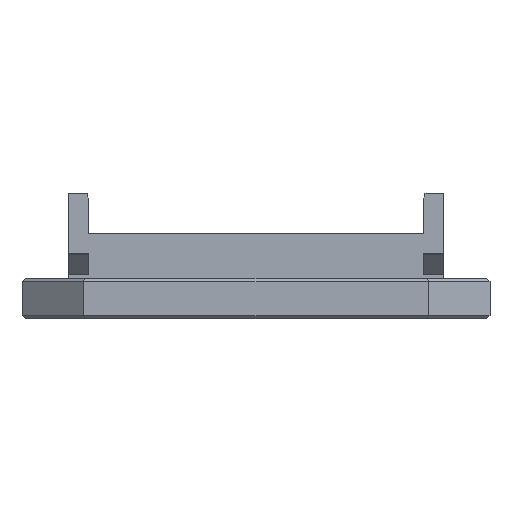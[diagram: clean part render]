
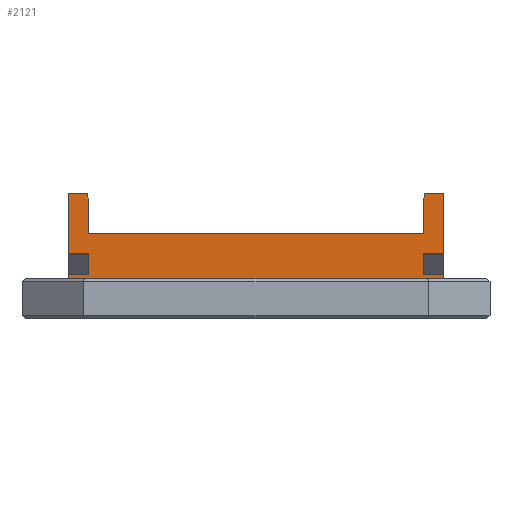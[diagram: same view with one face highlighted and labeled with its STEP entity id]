
A CAD part, front view. The second image highlights one B-rep face of the part: STEP entity #2121.
In plain terms, the highlighted planar face has unit normal (0, -1, 0).
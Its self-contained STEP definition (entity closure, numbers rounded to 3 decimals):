
#50=ELLIPSE('',#2256,1.768,1.25);
#51=ELLIPSE('',#2259,1.768,1.25);
#66=CIRCLE('',#2250,1.);
#68=CIRCLE('',#2253,1.);
#70=CIRCLE('',#2257,1.);
#71=CIRCLE('',#2258,1.);
#182=FACE_OUTER_BOUND('',#310,.T.);
#310=EDGE_LOOP('',(#1409,#1410,#1411,#1412,#1413,#1414,#1415,#1416,#1417,
#1418,#1419,#1420,#1421,#1422,#1423,#1424,#1425,#1426,#1427,#1428,#1429,
#1430,#1431,#1432,#1433,#1434,#1435,#1436));
#436=LINE('',#3112,#655);
#443=LINE('',#3136,#662);
#444=LINE('',#3138,#663);
#445=LINE('',#3142,#664);
#446=LINE('',#3144,#665);
#447=LINE('',#3146,#666);
#448=LINE('',#3148,#667);
#449=LINE('',#3150,#668);
#450=LINE('',#3152,#669);
#451=LINE('',#3154,#670);
#452=LINE('',#3156,#671);
#453=LINE('',#3159,#672);
#454=LINE('',#3160,#673);
#455=LINE('',#3164,#674);
#456=LINE('',#3166,#675);
#457=LINE('',#3168,#676);
#458=LINE('',#3170,#677);
#459=LINE('',#3172,#678);
#460=LINE('',#3174,#679);
#461=LINE('',#3176,#680);
#462=LINE('',#3178,#681);
#463=LINE('',#3181,#682);
#655=VECTOR('',#2465,10.);
#662=VECTOR('',#2486,10.);
#663=VECTOR('',#2487,10.);
#664=VECTOR('',#2490,10.);
#665=VECTOR('',#2491,10.);
#666=VECTOR('',#2492,10.);
#667=VECTOR('',#2493,10.);
#668=VECTOR('',#2494,10.);
#669=VECTOR('',#2495,10.);
#670=VECTOR('',#2496,10.);
#671=VECTOR('',#2497,10.);
#672=VECTOR('',#2500,10.);
#673=VECTOR('',#2501,10.);
#674=VECTOR('',#2504,10.);
#675=VECTOR('',#2505,10.);
#676=VECTOR('',#2506,10.);
#677=VECTOR('',#2507,10.);
#678=VECTOR('',#2508,10.);
#679=VECTOR('',#2509,10.);
#680=VECTOR('',#2510,10.);
#681=VECTOR('',#2511,10.);
#682=VECTOR('',#2514,10.);
#874=VERTEX_POINT('',#3110);
#875=VERTEX_POINT('',#3111);
#878=VERTEX_POINT('',#3119);
#880=VERTEX_POINT('',#3125);
#881=VERTEX_POINT('',#3126);
#884=VERTEX_POINT('',#3134);
#885=VERTEX_POINT('',#3135);
#886=VERTEX_POINT('',#3137);
#887=VERTEX_POINT('',#3139);
#888=VERTEX_POINT('',#3141);
#889=VERTEX_POINT('',#3143);
#890=VERTEX_POINT('',#3145);
#891=VERTEX_POINT('',#3147);
#892=VERTEX_POINT('',#3149);
#893=VERTEX_POINT('',#3151);
#894=VERTEX_POINT('',#3153);
#895=VERTEX_POINT('',#3155);
#896=VERTEX_POINT('',#3157);
#897=VERTEX_POINT('',#3161);
#898=VERTEX_POINT('',#3163);
#899=VERTEX_POINT('',#3165);
#900=VERTEX_POINT('',#3167);
#901=VERTEX_POINT('',#3169);
#902=VERTEX_POINT('',#3171);
#903=VERTEX_POINT('',#3173);
#904=VERTEX_POINT('',#3175);
#905=VERTEX_POINT('',#3177);
#906=VERTEX_POINT('',#3179);
#1072=EDGE_CURVE('',#874,#875,#436,.T.);
#1076=EDGE_CURVE('',#878,#874,#66,.T.);
#1079=EDGE_CURVE('',#880,#881,#68,.T.);
#1083=EDGE_CURVE('',#884,#885,#443,.T.);
#1084=EDGE_CURVE('',#885,#886,#444,.T.);
#1085=EDGE_CURVE('',#887,#886,#50,.T.);
#1086=EDGE_CURVE('',#888,#887,#445,.T.);
#1087=EDGE_CURVE('',#889,#888,#446,.T.);
#1088=EDGE_CURVE('',#889,#890,#447,.T.);
#1089=EDGE_CURVE('',#890,#891,#448,.T.);
#1090=EDGE_CURVE('',#891,#892,#449,.T.);
#1091=EDGE_CURVE('',#893,#892,#450,.T.);
#1092=EDGE_CURVE('',#893,#894,#451,.T.);
#1093=EDGE_CURVE('',#895,#894,#452,.T.);
#1094=EDGE_CURVE('',#896,#895,#70,.F.);
#1095=EDGE_CURVE('',#896,#880,#453,.T.);
#1096=EDGE_CURVE('',#878,#881,#454,.T.);
#1097=EDGE_CURVE('',#897,#875,#71,.F.);
#1098=EDGE_CURVE('',#898,#897,#455,.T.);
#1099=EDGE_CURVE('',#899,#898,#456,.F.);
#1100=EDGE_CURVE('',#899,#900,#457,.T.);
#1101=EDGE_CURVE('',#901,#900,#458,.T.);
#1102=EDGE_CURVE('',#901,#902,#459,.T.);
#1103=EDGE_CURVE('',#902,#903,#460,.T.);
#1104=EDGE_CURVE('',#903,#904,#461,.F.);
#1105=EDGE_CURVE('',#905,#904,#462,.T.);
#1106=EDGE_CURVE('',#906,#905,#51,.T.);
#1107=EDGE_CURVE('',#884,#906,#463,.T.);
#1409=ORIENTED_EDGE('',*,*,#1083,.T.);
#1410=ORIENTED_EDGE('',*,*,#1084,.T.);
#1411=ORIENTED_EDGE('',*,*,#1085,.F.);
#1412=ORIENTED_EDGE('',*,*,#1086,.F.);
#1413=ORIENTED_EDGE('',*,*,#1087,.F.);
#1414=ORIENTED_EDGE('',*,*,#1088,.T.);
#1415=ORIENTED_EDGE('',*,*,#1089,.T.);
#1416=ORIENTED_EDGE('',*,*,#1090,.T.);
#1417=ORIENTED_EDGE('',*,*,#1091,.F.);
#1418=ORIENTED_EDGE('',*,*,#1092,.T.);
#1419=ORIENTED_EDGE('',*,*,#1093,.F.);
#1420=ORIENTED_EDGE('',*,*,#1094,.F.);
#1421=ORIENTED_EDGE('',*,*,#1095,.T.);
#1422=ORIENTED_EDGE('',*,*,#1079,.T.);
#1423=ORIENTED_EDGE('',*,*,#1096,.F.);
#1424=ORIENTED_EDGE('',*,*,#1076,.T.);
#1425=ORIENTED_EDGE('',*,*,#1072,.T.);
#1426=ORIENTED_EDGE('',*,*,#1097,.F.);
#1427=ORIENTED_EDGE('',*,*,#1098,.F.);
#1428=ORIENTED_EDGE('',*,*,#1099,.F.);
#1429=ORIENTED_EDGE('',*,*,#1100,.T.);
#1430=ORIENTED_EDGE('',*,*,#1101,.F.);
#1431=ORIENTED_EDGE('',*,*,#1102,.T.);
#1432=ORIENTED_EDGE('',*,*,#1103,.T.);
#1433=ORIENTED_EDGE('',*,*,#1104,.T.);
#1434=ORIENTED_EDGE('',*,*,#1105,.F.);
#1435=ORIENTED_EDGE('',*,*,#1106,.F.);
#1436=ORIENTED_EDGE('',*,*,#1107,.F.);
#2048=PLANE('',#2255);
#2121=ADVANCED_FACE('',(#182),#2048,.T.);
#2250=AXIS2_PLACEMENT_3D('',#3120,#2471,#2472);
#2253=AXIS2_PLACEMENT_3D('',#3127,#2478,#2479);
#2255=AXIS2_PLACEMENT_3D('',#3133,#2484,#2485);
#2256=AXIS2_PLACEMENT_3D('',#3140,#2488,#2489);
#2257=AXIS2_PLACEMENT_3D('',#3158,#2498,#2499);
#2258=AXIS2_PLACEMENT_3D('',#3162,#2502,#2503);
#2259=AXIS2_PLACEMENT_3D('',#3180,#2512,#2513);
#2465=DIRECTION('',(0.,0.,1.));
#2471=DIRECTION('center_axis',(0.,1.,0.));
#2472=DIRECTION('ref_axis',(-0.707,0.,-0.707));
#2478=DIRECTION('center_axis',(0.,1.,0.));
#2479=DIRECTION('ref_axis',(0.707,0.,-0.707));
#2484=DIRECTION('center_axis',(0.,-1.,0.));
#2485=DIRECTION('ref_axis',(1.,0.,0.));
#2486=DIRECTION('',(-1.,0.,0.));
#2487=DIRECTION('',(0.,0.,1.));
#2488=DIRECTION('center_axis',(0.,1.,0.));
#2489=DIRECTION('ref_axis',(0.,0.,
1.));
#2490=DIRECTION('',(1.,0.,0.));
#2491=DIRECTION('',(0.,0.,1.));
#2492=DIRECTION('',(1.,0.,0.));
#2493=DIRECTION('',(0.,0.,-1.));
#2494=DIRECTION('',(-1.,0.,0.));
#2495=DIRECTION('',(0.,0.,1.));
#2496=DIRECTION('',(0.707,0.,0.707));
#2497=DIRECTION('',(-1.,0.,0.));
#2498=DIRECTION('center_axis',(0.,1.,0.));
#2499=DIRECTION('ref_axis',(0.707,0.,0.707));
#2500=DIRECTION('',(0.,0.,-1.));
#2501=DIRECTION('',(-1.,0.,0.));
#2502=DIRECTION('center_axis',(0.,1.,0.));
#2503=DIRECTION('ref_axis',(-0.707,0.,0.707));
#2504=DIRECTION('',(-1.,0.,0.));
#2505=DIRECTION('',(0.707,0.,-0.707));
#2506=DIRECTION('',(0.,0.,1.));
#2507=DIRECTION('',(1.,0.,0.));
#2508=DIRECTION('',(0.,0.,1.));
#2509=DIRECTION('',(1.,0.,0.));
#2510=DIRECTION('',(0.,0.,-1.));
#2511=DIRECTION('',(1.,0.,0.));
#2512=DIRECTION('center_axis',(0.,1.,0.));
#2513=DIRECTION('ref_axis',(0.,0.,1.));
#2514=DIRECTION('',(0.,0.,1.));
#3110=CARTESIAN_POINT('',(15.7,-22.4,10.));
#3111=CARTESIAN_POINT('',(15.7,-22.4,12.));
#3112=CARTESIAN_POINT('',(15.7,-22.4,9.5));
#3119=CARTESIAN_POINT('',(16.7,-22.4,9.));
#3120=CARTESIAN_POINT('Origin',(16.7,-22.4,10.));
#3125=CARTESIAN_POINT('',(-15.7,-22.4,10.));
#3126=CARTESIAN_POINT('',(-16.7,-22.4,9.));
#3127=CARTESIAN_POINT('Origin',(-16.7,-22.4,10.));
#3133=CARTESIAN_POINT('Origin',(-19.,-22.4,10.));
#3134=CARTESIAN_POINT('',(16.7,-22.4,17.5));
#3135=CARTESIAN_POINT('',(-16.7,-22.4,17.5));
#3136=CARTESIAN_POINT('',(16.7,-22.4,17.5));
#3137=CARTESIAN_POINT('',(-16.7,-22.4,20.732));
#3138=CARTESIAN_POINT('',(-16.7,-22.4,17.));
#3139=CARTESIAN_POINT('',(-16.824,-22.4,21.5));
#3140=CARTESIAN_POINT('Origin',(-17.95,-22.4,20.732));
#3141=CARTESIAN_POINT('',(-18.7,-22.4,21.5));
#3142=CARTESIAN_POINT('',(-18.7,-22.4,21.5));
#3143=CARTESIAN_POINT('',(-18.7,-22.4,15.5));
#3144=CARTESIAN_POINT('',(-18.7,-22.4,10.));
#3145=CARTESIAN_POINT('',(-16.7,-22.4,15.5));
#3146=CARTESIAN_POINT('',(-17.85,-22.4,15.5));
#3147=CARTESIAN_POINT('',(-16.7,-22.4,13.446));
#3148=CARTESIAN_POINT('',(-16.7,-22.4,12.223));
#3149=CARTESIAN_POINT('',(-18.7,-22.4,13.446));
#3150=CARTESIAN_POINT('',(0.21,-22.4,13.446));
#3151=CARTESIAN_POINT('',(-18.7,-22.4,12.7));
#3152=CARTESIAN_POINT('',(-18.7,-22.4,9.));
#3153=CARTESIAN_POINT('',(-18.4,-22.4,13.));
#3154=CARTESIAN_POINT('',(-19.375,-22.4,12.025));
#3155=CARTESIAN_POINT('',(-16.7,-22.4,13.));
#3156=CARTESIAN_POINT('',(-18.2,-22.4,13.));
#3157=CARTESIAN_POINT('',(-15.7,-22.4,12.));
#3158=CARTESIAN_POINT('Origin',(-16.7,-22.4,12.));
#3159=CARTESIAN_POINT('',(-15.7,-22.4,9.5));
#3160=CARTESIAN_POINT('',(-9.5,-22.4,9.));
#3161=CARTESIAN_POINT('',(16.7,-22.4,13.));
#3162=CARTESIAN_POINT('Origin',(16.7,-22.4,12.));
#3163=CARTESIAN_POINT('',(18.4,-22.4,13.));
#3164=CARTESIAN_POINT('',(18.2,-22.4,13.));
#3165=CARTESIAN_POINT('',(18.7,-22.4,12.7));
#3166=CARTESIAN_POINT('',(9.875,-22.4,21.525));
#3167=CARTESIAN_POINT('',(18.7,-22.4,13.446));
#3168=CARTESIAN_POINT('',(18.7,-22.4,9.));
#3169=CARTESIAN_POINT('',(16.7,-22.4,13.446));
#3170=CARTESIAN_POINT('',(17.7,-22.4,13.446));
#3171=CARTESIAN_POINT('',(16.7,-22.4,15.5));
#3172=CARTESIAN_POINT('',(16.7,-22.4,13.25));
#3173=CARTESIAN_POINT('',(18.7,-22.4,15.5));
#3174=CARTESIAN_POINT('',(-0.15,-22.4,15.5));
#3175=CARTESIAN_POINT('',(18.7,-22.4,21.5));
#3176=CARTESIAN_POINT('',(18.7,-22.4,10.));
#3177=CARTESIAN_POINT('',(16.824,-22.4,21.5));
#3178=CARTESIAN_POINT('',(18.7,-22.4,21.5));
#3179=CARTESIAN_POINT('',(16.7,-22.4,20.732));
#3180=CARTESIAN_POINT('Origin',(17.95,-22.4,20.732));
#3181=CARTESIAN_POINT('',(16.7,-22.4,17.));
